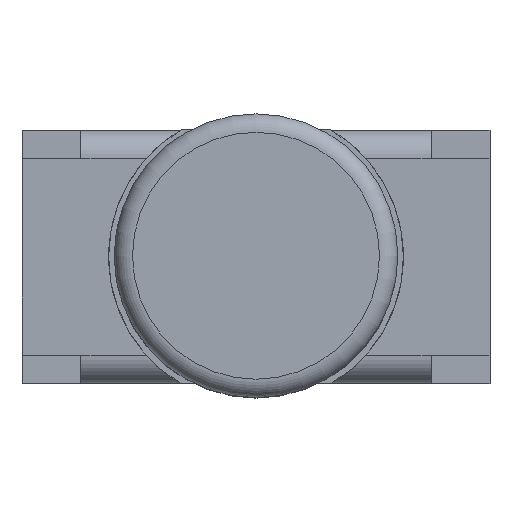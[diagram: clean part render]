
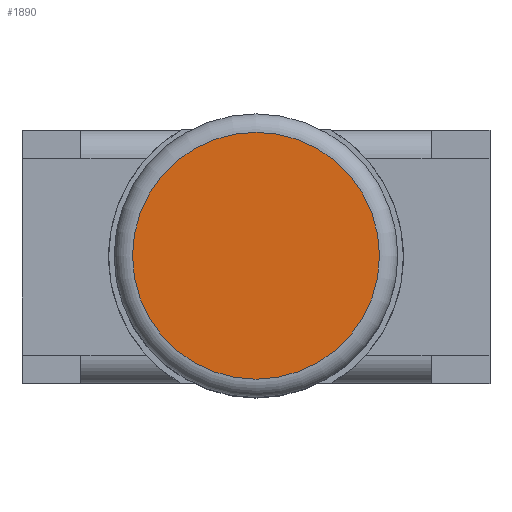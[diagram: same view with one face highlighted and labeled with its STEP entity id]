
A CAD part, top view. The second image highlights one B-rep face of the part: STEP entity #1890.
In plain terms, the highlighted planar face has unit normal (0, 0, 1).
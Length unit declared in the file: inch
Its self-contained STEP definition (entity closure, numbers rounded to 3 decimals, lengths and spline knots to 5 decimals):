
#1850=CARTESIAN_POINT('',(0.,-0.13189,1.08465));
#1851=VERTEX_POINT('',#1850);
#1852=CARTESIAN_POINT('',(0.,0.,1.08465));
#1853=DIRECTION('',(0.0,0.0,-1.0));
#1854=DIRECTION('',(0.0,1.0,0.0));
#1855=AXIS2_PLACEMENT_3D('',#1852,#1853,#1854);
#1856=CIRCLE('',#1855,0.13189);
#1857=EDGE_CURVE('',#1851,#1851,#1856,.T.);
#1882=CARTESIAN_POINT('',(-0.14508,-0.14508,1.08465));
#1883=DIRECTION('',(0.0,0.0,-1.0));
#1884=DIRECTION('',(-1.0,0.0,0.0));
#1885=AXIS2_PLACEMENT_3D('',#1882,#1883,#1884);
#1886=PLANE('',#1885);
#1887=ORIENTED_EDGE('',*,*,#1857,.F.);
#1888=EDGE_LOOP('',(#1887));
#1889=FACE_OUTER_BOUND('',#1888,.T.);
#1890=ADVANCED_FACE('',(#1889),#1886,.F.);
